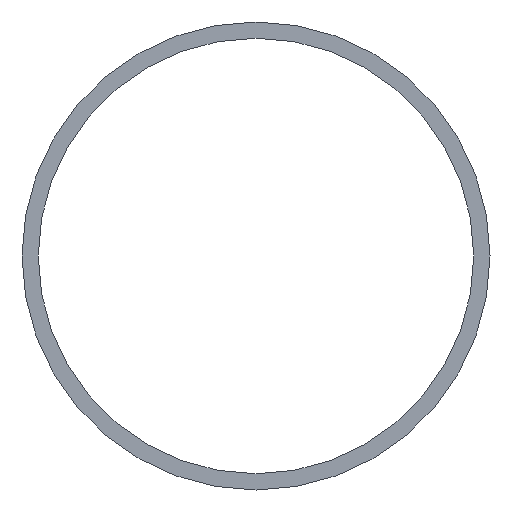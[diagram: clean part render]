
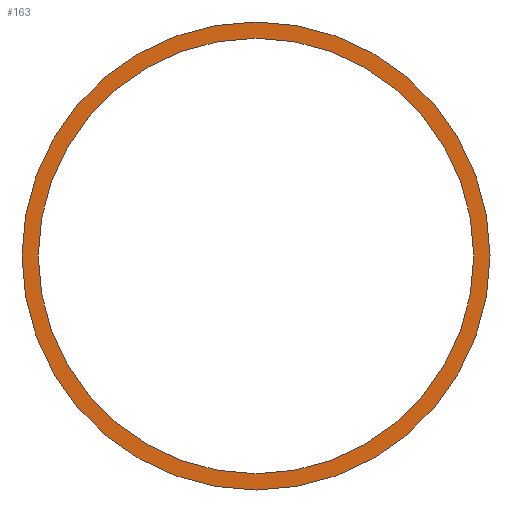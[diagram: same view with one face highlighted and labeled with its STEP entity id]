
A CAD part, front view. The second image highlights one B-rep face of the part: STEP entity #163.
In plain terms, the highlighted planar face has unit normal (0, -1, 0).
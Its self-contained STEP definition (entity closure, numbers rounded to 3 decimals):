
#7 = ORIENTED_EDGE ( 'NONE', *, *, #128, .F. ) ;
#8 = AXIS2_PLACEMENT_3D ( 'NONE', #194, #115, #162 ) ;
#11 = CARTESIAN_POINT ( 'NONE',  ( 0., 0., -40.2 ) ) ;
#12 = DIRECTION ( 'NONE',  ( 0., 0., 1. ) ) ;
#23 = DIRECTION ( 'NONE',  ( 0., 0., 1. ) ) ;
#27 = VERTEX_POINT ( 'NONE', #126 ) ;
#34 = DIRECTION ( 'NONE',  ( 0., 1., 0. ) ) ;
#41 = VERTEX_POINT ( 'NONE', #124 ) ;
#43 = CIRCLE ( 'NONE', #70, 43.2 ) ;
#45 = CARTESIAN_POINT ( 'NONE',  ( 0., 0., -43.2 ) ) ;
#46 = ORIENTED_EDGE ( 'NONE', *, *, #121, .T. ) ;
#50 = DIRECTION ( 'NONE',  ( 0., 0., 1. ) ) ;
#53 = FACE_OUTER_BOUND ( 'NONE', #172, .T. ) ;
#54 = DIRECTION ( 'NONE',  ( 0., 1., 0. ) ) ;
#55 = CIRCLE ( 'NONE', #80, 40.2 ) ;
#64 = VERTEX_POINT ( 'NONE', #45 ) ;
#67 = FACE_BOUND ( 'NONE', #134, .T. ) ;
#70 = AXIS2_PLACEMENT_3D ( 'NONE', #193, #144, #50 ) ;
#71 = CIRCLE ( 'NONE', #105, 40.2 ) ;
#79 = CARTESIAN_POINT ( 'NONE',  ( 0., 0., 0. ) ) ;
#80 = AXIS2_PLACEMENT_3D ( 'NONE', #79, #160, #23 ) ;
#82 = CARTESIAN_POINT ( 'NONE',  ( 0., 0., 0. ) ) ;
#85 = CIRCLE ( 'NONE', #8, 43.2 ) ;
#105 = AXIS2_PLACEMENT_3D ( 'NONE', #131, #34, #12 ) ;
#115 = DIRECTION ( 'NONE',  ( 0., 1., 0. ) ) ;
#116 = AXIS2_PLACEMENT_3D ( 'NONE', #82, #54, #175 ) ;
#121 = EDGE_CURVE ( 'NONE', #27, #167, #55, .T. ) ;
#124 = CARTESIAN_POINT ( 'NONE',  ( 0., 0., 43.2 ) ) ;
#126 = CARTESIAN_POINT ( 'NONE',  ( 0., 0., 40.2 ) ) ;
#128 = EDGE_CURVE ( 'NONE', #41, #64, #43, .T. ) ;
#131 = CARTESIAN_POINT ( 'NONE',  ( 0., 0., 0. ) ) ;
#132 = PLANE ( 'NONE',  #116 ) ;
#134 = EDGE_LOOP ( 'NONE', ( #192, #46 ) ) ;
#144 = DIRECTION ( 'NONE',  ( 0., 1., 0. ) ) ;
#147 = EDGE_CURVE ( 'NONE', #64, #41, #85, .T. ) ;
#155 = ORIENTED_EDGE ( 'NONE', *, *, #147, .F. ) ;
#160 = DIRECTION ( 'NONE',  ( 0., 1., 0. ) ) ;
#162 = DIRECTION ( 'NONE',  ( 0., 0., 1. ) ) ;
#163 = ADVANCED_FACE ( 'NONE', ( #53, #67 ), #132, .F. ) ;
#167 = VERTEX_POINT ( 'NONE', #11 ) ;
#172 = EDGE_LOOP ( 'NONE', ( #155, #7 ) ) ;
#175 = DIRECTION ( 'NONE',  ( 0., 0., 1. ) ) ;
#178 = EDGE_CURVE ( 'NONE', #167, #27, #71, .T. ) ;
#192 = ORIENTED_EDGE ( 'NONE', *, *, #178, .T. ) ;
#193 = CARTESIAN_POINT ( 'NONE',  ( 0., 0., 0. ) ) ;
#194 = CARTESIAN_POINT ( 'NONE',  ( 0., 0., 0. ) ) ;
